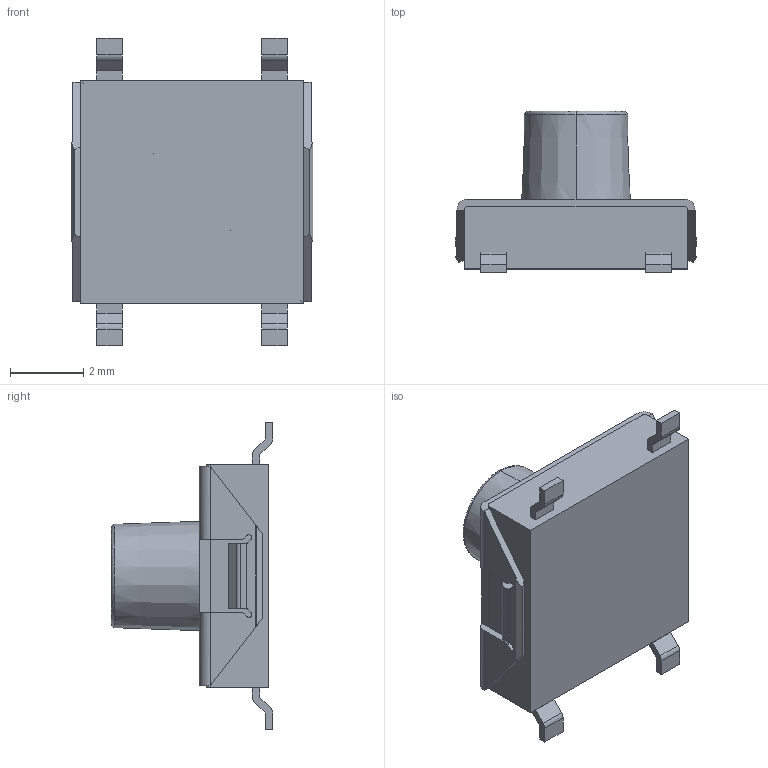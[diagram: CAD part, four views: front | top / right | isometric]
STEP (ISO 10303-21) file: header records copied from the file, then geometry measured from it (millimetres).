
FILE_DESCRIPTION (( 'STEP AP214' ), '1' );
FILE_NAME ('TS07-667-43-BK-100-SMT-TR.STEP', '2024-08-27T05:47:03', ( '' ), ( '' ), 'SwSTEP 2.0', 'SolidWorks 2016', '' );
FILE_SCHEMA (( 'AUTOMOTIVE_DESIGN' ));
Length unit declared in the file: millimetre
Products named in the file (1): TS07-667-43-BK-100-SMT-TR
Bounding box: 6.6 x 4.4 x 8.4 mm (x, y, z)
Volume: 89.2 mm3; surface area: 250.8 mm2
Topology: 7 solids, 7 shells, 128 faces, 334 edges, 218 vertices
Faces by surface type: plane 92, cylinder 32, bspline 2, cone 2
Entity records: 4022 total; most frequent: CARTESIAN_POINT 717, ORIENTED_EDGE 668, DIRECTION 660, EDGE_CURVE 334, LINE 258, VECTOR 258, VERTEX_POINT 218, AXIS2_PLACEMENT_3D 201
